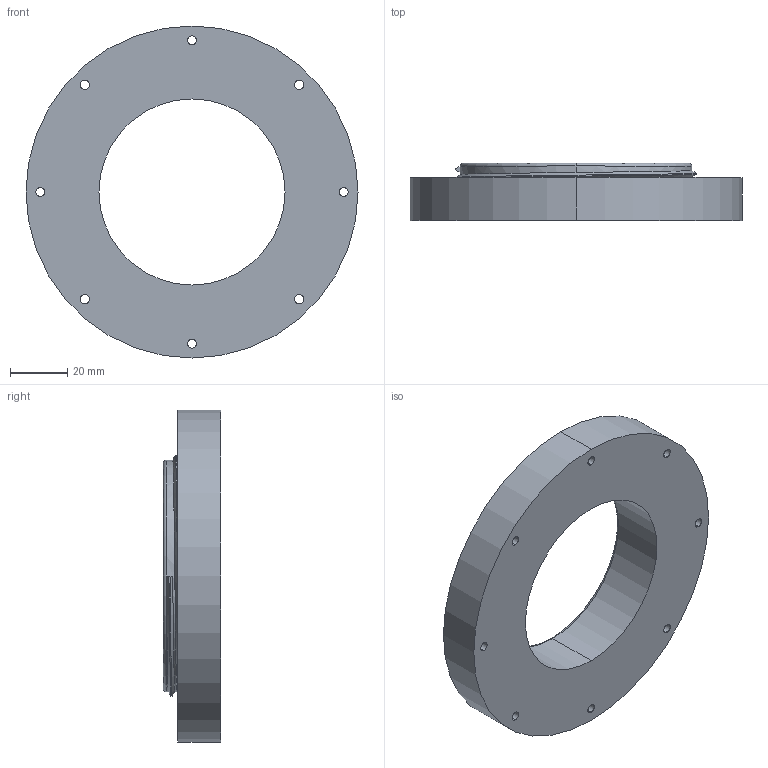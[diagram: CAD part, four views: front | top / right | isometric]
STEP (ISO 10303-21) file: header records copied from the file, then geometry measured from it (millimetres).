
FILE_DESCRIPTION (( 'STEP AP203' ), '1' );
FILE_NAME ('Vacuum_gate02.STEP', '2024-12-16T14:04:14', ( '' ), ( '' ), 'SwSTEP 2.0', 'SolidWorks 2024', '' );
FILE_SCHEMA (( 'CONFIG_CONTROL_DESIGN' ));
Length unit declared in the file: millimetre
Products named in the file (1): Vacuum_gate02
Bounding box: 116 x 20 x 116 mm (x, y, z)
Volume: 98335.5 mm3; surface area: 32391.3 mm2
Topology: 1 solids, 1 shells, 44 faces, 114 edges, 74 vertices
Faces by surface type: cylinder 31, plane 6, torus 4, bspline 3
Entity records: 2268 total; most frequent: CARTESIAN_POINT 1104, ORIENTED_EDGE 228, DIRECTION 227, EDGE_CURVE 114, AXIS2_PLACEMENT_3D 97, VERTEX_POINT 74, EDGE_LOOP 64, CIRCLE 55
